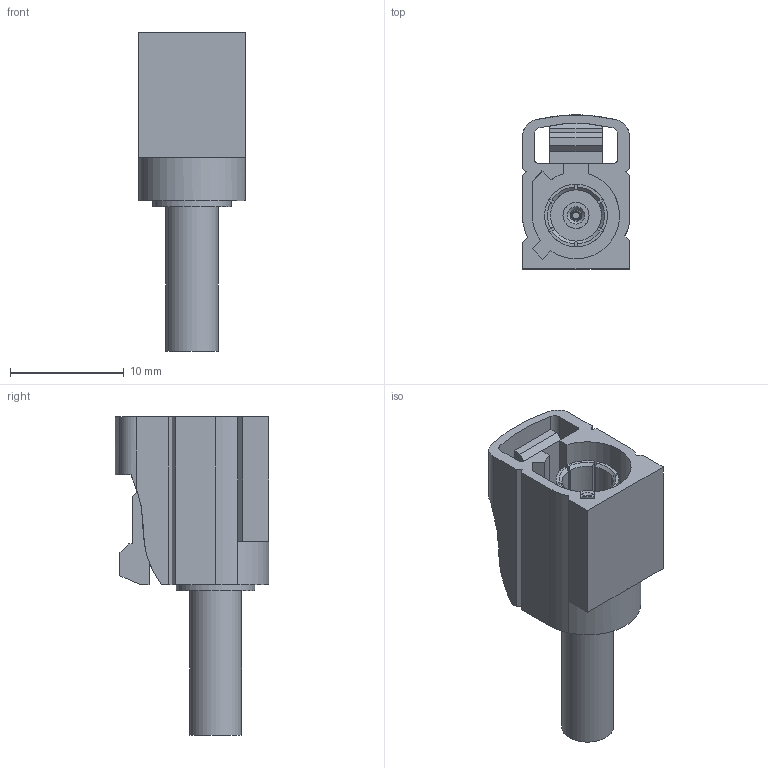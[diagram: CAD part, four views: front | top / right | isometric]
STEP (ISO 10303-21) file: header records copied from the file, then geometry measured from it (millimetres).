
FILE_DESCRIPTION (( 'STEP AP214' ), '1' );
FILE_NAME ('FMCN1346H_3D.STEP', '2021-05-03T22:46:50', ( '' ), ( '' ), 'SwSTEP 2.0', 'SolidWorks 2020', '' );
FILE_SCHEMA (( 'AUTOMOTIVE_DESIGN' ));
Length unit declared in the file: inch
Products named in the file (1): FMCN1346H_3D
Bounding box: 9.4 x 13.53 x 27.98 mm (x, y, z)
Volume: 1263.4 mm3; surface area: 1997.4 mm2
Topology: 3 solids, 3 shells, 151 faces, 404 edges, 266 vertices
Faces by surface type: plane 101, cylinder 36, cone 12, bspline 2
Full cylindrical faces by diameter (mm): 0.508 x1, 0.55 x1, 0.812 x1, 0.885 x1, 1.016 x1, 1.022 x2, 1.2 x1, 1.7 x1, 2.286 x1, 2.7 x1, 3.55 x1, 4.497 x1, 4.57 x1, 5.513 x1, 6.883 x1
Entity records: 5905 total; most frequent: CARTESIAN_POINT 1404, ORIENTED_EDGE 742, DIRECTION 720, EDGE_CURVE 371, VERTEX_POINT 257, AXIS2_PLACEMENT_3D 251, LINE 218, VECTOR 218
